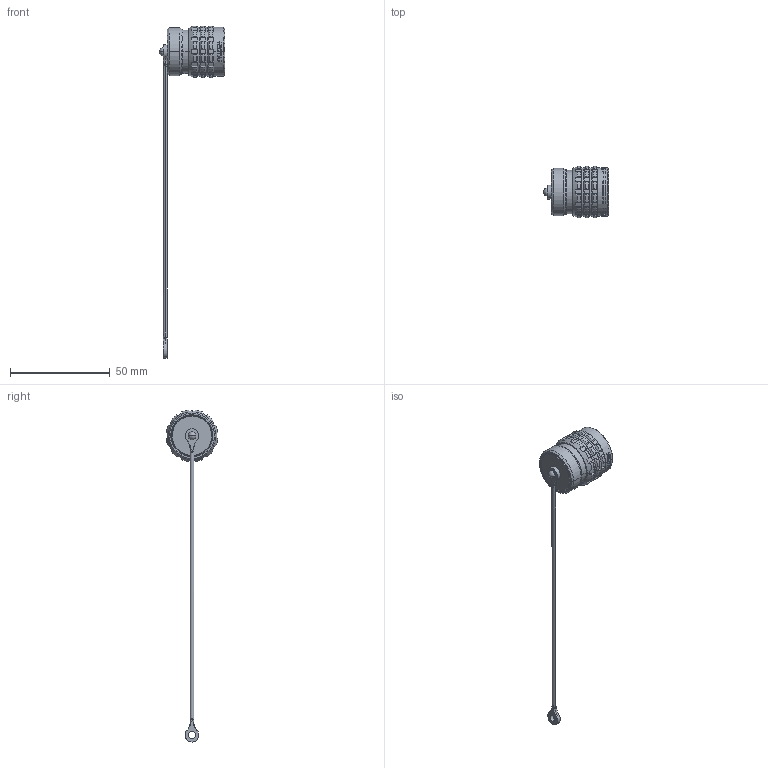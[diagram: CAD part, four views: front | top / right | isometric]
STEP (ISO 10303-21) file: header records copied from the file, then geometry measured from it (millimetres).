
FILE_DESCRIPTION((''),'2;1');
FILE_NAME('PRT0001','2017-05-04T',('cgregory'),('NET AG system integration'),'CREO PARAMETRIC BY PTC INC, 2016260','CREO PARAMETRIC BY PTC INC, 2016260','');
FILE_SCHEMA(('AUTOMOTIVE_DESIGN { 1 0 10303 214 1 1 1 1 }'));
Length unit declared in the file: millimetre
Products named in the file (1): PRT0001
Bounding box: 32.8 x 25.82 x 166.41 mm (x, y, z)
Volume: 8170.2 mm3; surface area: 10268.1 mm2
Topology: 2 solids, 4 shells, 585 faces, 1630 edges, 1074 vertices
Faces by surface type: plane 291, cylinder 178, torus 51, cone 49, bspline 14, sphere 2
Entity records: 25716 total; most frequent: CARTESIAN_POINT 7073, ORIENTED_EDGE 3252, DIRECTION 2909, EDGE_CURVE 1626, AXIS2_PLACEMENT_3D 1171, VERTEX_POINT 1074, EDGE_LOOP 626, CIRCLE 600
